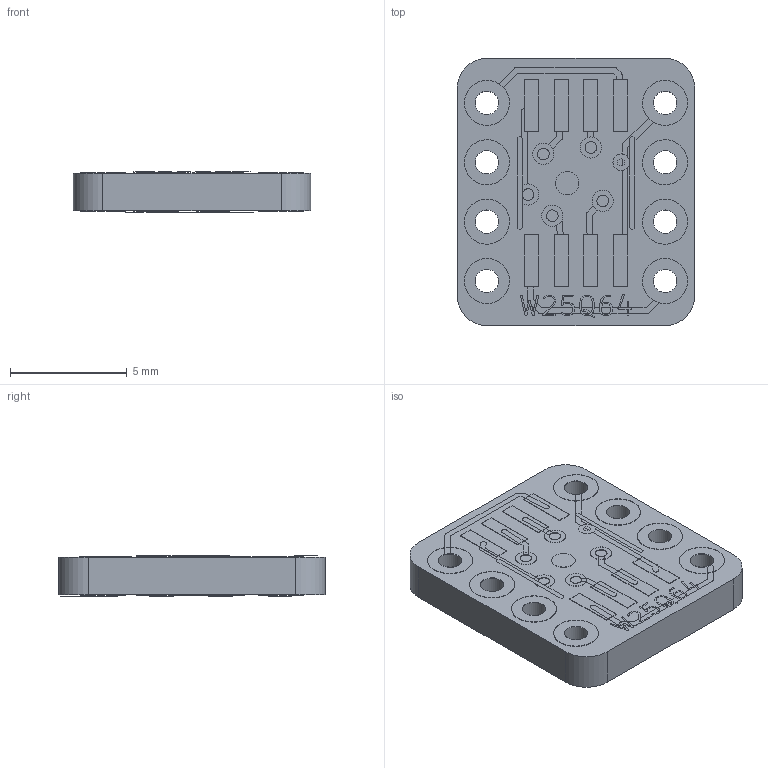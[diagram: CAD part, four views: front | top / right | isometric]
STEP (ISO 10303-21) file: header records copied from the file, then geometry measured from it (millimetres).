
FILE_DESCRIPTION(('FreeCAD Model'),'2;1');
FILE_NAME('Open CASCADE Shape Model','2023-08-15T15:39:40',(''),(''), 'Open CASCADE STEP processor 7.6','FreeCAD','Unknown');
FILE_SCHEMA(('AUTOMOTIVE_DESIGN { 1 0 10303 214 1 1 1 1 }'));
Length unit declared in the file: millimetre
Products named in the file (108): Board_Geoms_6d10; Pcb_6d10; Common_Top111; Common_Top89; Common_Top090; Common_Top091; Common_Top092; Common_Top093; Common_Top094; Common_Top095; Common_Top096; Common_Top097; Common_Top098; Common_Top099; Common_Top100; Common_Top101; Common_Top102; Common_Top103; Common_Top104; Common_Top105; Common_Top106; Common_Top107; Common_Top108; Common_Top109; Common_Top110; topPads_6d10_cut022; topPads_6d10_cut; topPads_6d10_cut001; topPads_6d10_cut002; topPads_6d10_cut003; topPads_6d10_cut004; topPads_6d10_cut005; topPads_6d10_cut006; topPads_6d10_cut007; topPads_6d10_cut008; topPads_6d10_cut009; topPads_6d10_cut010; topPads_6d10_cut011; topPads_6d10_cut012; topPads_6d10_cut013 ...
Assembly tree (107 placements, depth 3):
  Board_Geoms_6d10
    Pcb_6d10
    Common_Top111
      Common_Top89
      Common_Top090
      Common_Top091
      Common_Top092
      Common_Top093
      Common_Top094
      Common_Top095
      Common_Top096
      Common_Top097
      Common_Top098
      Common_Top099
      Common_Top100
      Common_Top101
      Common_Top102
      Common_Top103
      Common_Top104
      Common_Top105
      Common_Top106
      Common_Top107
      Common_Top108
      Common_Top109
      Common_Top110
    topPads_6d10_cut022
      topPads_6d10_cut
      topPads_6d10_cut001
      topPads_6d10_cut002
      topPads_6d10_cut003
      topPads_6d10_cut004
      topPads_6d10_cut005
      topPads_6d10_cut006
      topPads_6d10_cut007
      topPads_6d10_cut008
      topPads_6d10_cut009
      topPads_6d10_cut010
      topPads_6d10_cut011
      topPads_6d10_cut012
      topPads_6d10_cut013
      topPads_6d10_cut014
      topPads_6d10_cut015
      topPads_6d10_cut016
      topPads_6d10_cut017
      topPads_6d10_cut018
      topPads_6d10_cut019
      topPads_6d10_cut020
      topPads_6d10_cut021
    topTracks_6d018
      topTracks_6d10
      topTracks_6d011
      topTracks_6d012
      topTracks_6d013
      topTracks_6d014
      topTracks_6d015
      topTracks_6d016
      topTracks_6d017
    botPads_6d023
      botPads_6d10
      botPads_6d011
Bounding box: 10.16 x 11.43 x 1.74 mm (x, y, z)
Volume: 173.5 mm3; surface area: 425.5 mm2
Topology: 1 solids, 100 shells, 117 faces, 5473 edges, 5453 vertices
Faces by surface type: plane 105, cylinder 12
Full cylindrical faces by diameter (mm): 1 x8
Entity records: 48239 total; most frequent: CARTESIAN_POINT 11151, DIRECTION 6142, ORIENTED_EDGE 5521, EDGE_CURVE 5473, VERTEX_POINT 5453, LINE 5254, VECTOR 5254, AXIS2_PLACEMENT_3D 444
